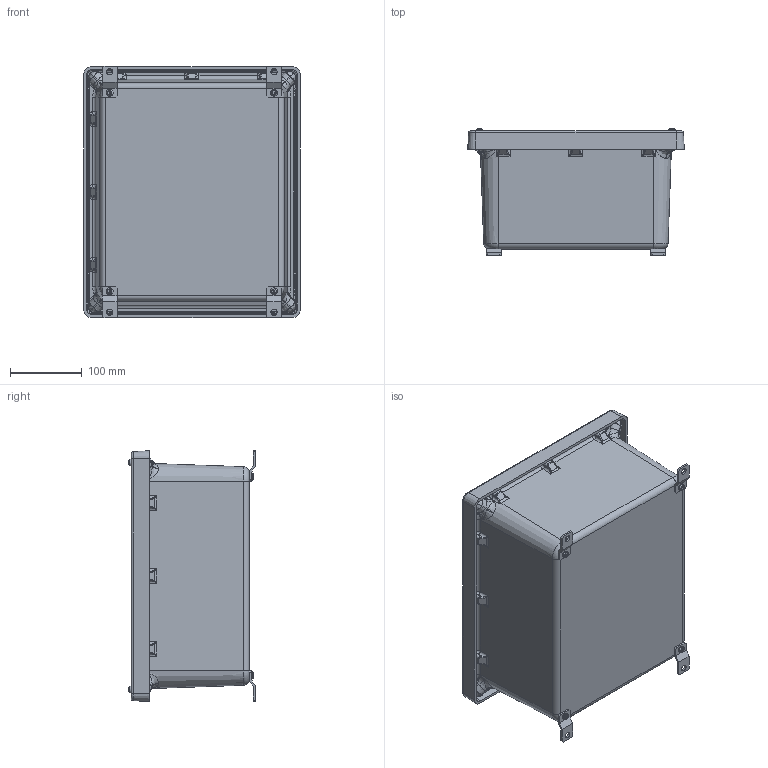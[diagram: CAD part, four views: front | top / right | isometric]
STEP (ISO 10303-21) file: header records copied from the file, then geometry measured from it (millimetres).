
FILE_DESCRIPTION (( 'STEP AP203' ), '1' );
FILE_NAME ('AM1206.step', '2014-03-27T12:45:45', ( '' ), ( '' ), 'SwSTEP 2.0', 'SolidWorks 2014', '' );
FILE_SCHEMA (( 'CONFIG_CONTROL_DESIGN' ));
Length unit declared in the file: inch
Products named in the file (9): 70-60823-1; AM1206; 2028001_SMC PART; 1975001; 55-103275_PreviewCfg; 70-006ORING; 55-1032716_SL-PHMS 0.19-32x0.3125x0.3125-N; WFOOT; 55-1032516_PreviewCfg
Assembly tree (23 placements, depth 2):
  AM1206
    2028001_SMC PART
    1975001
    55-103275_PreviewCfg  x4
    70-006ORING  x4
    55-1032716_SL-PHMS 0.19-32x0.3125x0.3125-N  x4
    WFOOT  x4
    55-1032516_PreviewCfg  x4
    70-60823-1
Bounding box: 302.18 x 176.72 x 351.52 mm (x, y, z)
Volume: 1604270.3 mm3; surface area: 939667 mm2
Topology: 23 solids, 23 shells, 1380 faces, 3396 edges, 2090 vertices
Faces by surface type: cylinder 394, plane 358, cone 300, torus 168, bspline 152, sphere 8
Entity records: 32586 total; most frequent: CARTESIAN_POINT 11876, ORIENTED_EDGE 4156, DIRECTION 4024, EDGE_CURVE 2078, AXIS2_PLACEMENT_3D 1657, VERTEX_POINT 1268, EDGE_LOOP 922, CIRCLE 916
